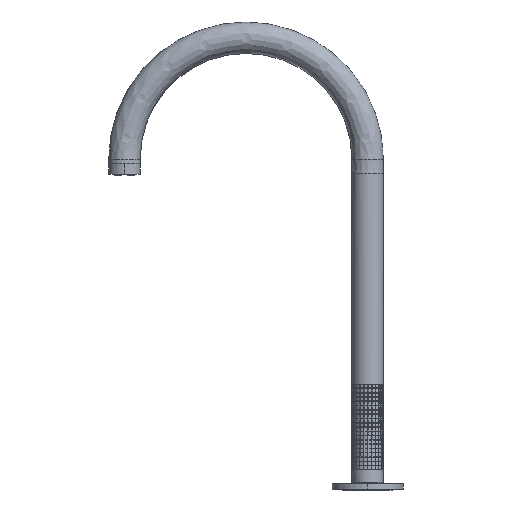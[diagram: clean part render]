
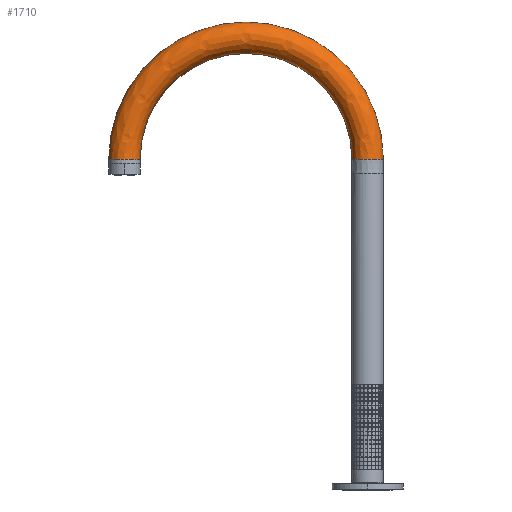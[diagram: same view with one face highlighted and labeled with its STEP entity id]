
A CAD part, left-side view. The second image highlights one B-rep face of the part: STEP entity #1710.
In plain terms, the highlighted face is a revolution surface.
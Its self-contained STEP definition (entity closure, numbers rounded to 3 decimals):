
#1498=CARTESIAN_POINT('Vertex',(0.,181.,248.5)) ;
#1517=CARTESIAN_POINT('Vertex',(0.,159.,248.5)) ;
#1554=CARTESIAN_POINT('Control Point',(0.,181.,248.5)) ;
#1555=CARTESIAN_POINT('Control Point',(-1.728,181.,248.5)) ;
#1556=CARTESIAN_POINT('Control Point',(-3.456,180.661,248.5)) ;
#1557=CARTESIAN_POINT('Control Point',(-5.095,179.982,248.5)) ;
#1558=CARTESIAN_POINT('Control Point',(-8.018,178.018,248.5)) ;
#1559=CARTESIAN_POINT('Control Point',(-9.982,175.095,248.5)) ;
#1560=CARTESIAN_POINT('Control Point',(-10.661,173.456,248.5)) ;
#1561=CARTESIAN_POINT('Control Point',(-11.339,170.,248.5)) ;
#1562=CARTESIAN_POINT('Control Point',(-10.661,166.544,248.5)) ;
#1563=CARTESIAN_POINT('Control Point',(-9.982,164.905,248.5)) ;
#1564=CARTESIAN_POINT('Control Point',(-8.018,161.982,248.5)) ;
#1565=CARTESIAN_POINT('Control Point',(-5.095,160.018,248.5)) ;
#1566=CARTESIAN_POINT('Control Point',(-3.456,159.339,248.5)) ;
#1567=CARTESIAN_POINT('Control Point',(-1.728,159.,248.5)) ;
#1568=CARTESIAN_POINT('Control Point',(0.,159.,248.5)) ;
#1628=CARTESIAN_POINT('Axis2P3D Location',(0.,85.,248.5)) ;
#1632=CARTESIAN_POINT('Vertex',(0.,11.,248.5)) ;
#1635=CARTESIAN_POINT('Axis2P3D Location',(0.,85.,248.5)) ;
#1639=CARTESIAN_POINT('Vertex',(0.,-11.,248.5)) ;
#1668=CARTESIAN_POINT('Control Point',(0.,181.,248.5)) ;
#1669=CARTESIAN_POINT('Control Point',(-1.728,181.,248.5)) ;
#1670=CARTESIAN_POINT('Control Point',(-3.456,180.661,248.5)) ;
#1671=CARTESIAN_POINT('Control Point',(-5.095,179.982,248.5)) ;
#1672=CARTESIAN_POINT('Control Point',(-8.018,178.018,248.5)) ;
#1673=CARTESIAN_POINT('Control Point',(-9.982,175.095,248.5)) ;
#1674=CARTESIAN_POINT('Control Point',(-10.661,173.456,248.5)) ;
#1675=CARTESIAN_POINT('Control Point',(-11.339,170.,248.5)) ;
#1676=CARTESIAN_POINT('Control Point',(-10.661,166.544,248.5)) ;
#1677=CARTESIAN_POINT('Control Point',(-9.982,164.905,248.5)) ;
#1678=CARTESIAN_POINT('Control Point',(-8.018,161.982,248.5)) ;
#1679=CARTESIAN_POINT('Control Point',(-5.095,160.018,248.5)) ;
#1680=CARTESIAN_POINT('Control Point',(-3.456,159.339,248.5)) ;
#1681=CARTESIAN_POINT('Control Point',(-1.728,159.,248.5)) ;
#1682=CARTESIAN_POINT('Control Point',(0.,159.,248.5)) ;
#1683=CARTESIAN_POINT('Axis1P Location',(0.,85.,248.5)) ;
#1688=CARTESIAN_POINT('Control Point',(0.,-11.,248.5)) ;
#1689=CARTESIAN_POINT('Control Point',(-1.728,-11.,248.5)) ;
#1690=CARTESIAN_POINT('Control Point',(-3.456,-10.661,248.5)) ;
#1691=CARTESIAN_POINT('Control Point',(-5.095,-9.982,248.5)) ;
#1692=CARTESIAN_POINT('Control Point',(-8.018,-8.018,248.5)) ;
#1693=CARTESIAN_POINT('Control Point',(-9.982,-5.095,248.5)) ;
#1694=CARTESIAN_POINT('Control Point',(-10.661,-3.456,248.5)) ;
#1695=CARTESIAN_POINT('Control Point',(-11.339,0.,248.5)) ;
#1696=CARTESIAN_POINT('Control Point',(-10.661,3.456,248.5)) ;
#1697=CARTESIAN_POINT('Control Point',(-9.982,5.095,248.5)) ;
#1698=CARTESIAN_POINT('Control Point',(-8.018,8.018,248.5)) ;
#1699=CARTESIAN_POINT('Control Point',(-5.095,9.982,248.5)) ;
#1700=CARTESIAN_POINT('Control Point',(-3.456,10.661,248.5)) ;
#1701=CARTESIAN_POINT('Control Point',(-1.728,11.,248.5)) ;
#1702=CARTESIAN_POINT('Control Point',(0.,11.,248.5)) ;
#1629=DIRECTION('Axis2P3D Direction',(1.,0.,0.)) ;
#1636=DIRECTION('Axis2P3D Direction',(1.,0.,0.)) ;
#1684=DIRECTION('Axis1P Direction',(1.,0.,0.)) ;
#1630=AXIS2_PLACEMENT_3D('Circle Axis2P3D',#1628,#1629,$) ;
#1637=AXIS2_PLACEMENT_3D('Circle Axis2P3D',#1635,#1636,$) ;
#1631=CIRCLE('generated circle',#1630,74.) ;
#1638=CIRCLE('generated circle',#1637,96.) ;
#1686=SURFACE_OF_REVOLUTION('Surface of Revolution',#1667,#1685) ;
#1685=AXIS1_PLACEMENT('Revolution Surface Axis1P',#1683,#1684) ;
#1569=EDGE_CURVE('',#1518,#1499,#1553,.F.) ;
#1634=EDGE_CURVE('',#1518,#1633,#1631,.T.) ;
#1641=EDGE_CURVE('',#1499,#1640,#1638,.T.) ;
#1703=EDGE_CURVE('',#1633,#1640,#1687,.F.) ;
#1705=ORIENTED_EDGE('',*,*,#1703,.T.) ;
#1706=ORIENTED_EDGE('',*,*,#1641,.F.) ;
#1707=ORIENTED_EDGE('',*,*,#1569,.F.) ;
#1708=ORIENTED_EDGE('',*,*,#1634,.T.) ;
#1704=EDGE_LOOP('',(#1705,#1706,#1707,#1708)) ;
#1499=VERTEX_POINT('',#1498) ;
#1518=VERTEX_POINT('',#1517) ;
#1633=VERTEX_POINT('',#1632) ;
#1640=VERTEX_POINT('',#1639) ;
#1710=ADVANCED_FACE('PR9C179.1\\P47257.1\\PartBody',(#1709),#1686,.F.) ;
#1553=B_SPLINE_CURVE_WITH_KNOTS('',5,(#1554,#1555,#1556,#1557,#1558,#1559,#1560,#1561,#1562,#1563,#1564,#1565,#1566,#1567,#1568),.UNSPECIFIED.,.F.,.U.,(6,3,3,3,6),(0.,8.751,17.503,26.254,35.006),.UNSPECIFIED.) ;
#1667=B_SPLINE_CURVE_WITH_KNOTS('',5,(#1668,#1669,#1670,#1671,#1672,#1673,#1674,#1675,#1676,#1677,#1678,#1679,#1680,#1681,#1682),.UNSPECIFIED.,.F.,.U.,(6,3,3,3,6),(31.345,40.097,48.848,57.6,66.351),.UNSPECIFIED.) ;
#1687=B_SPLINE_CURVE_WITH_KNOTS('',5,(#1688,#1689,#1690,#1691,#1692,#1693,#1694,#1695,#1696,#1697,#1698,#1699,#1700,#1701,#1702),.UNSPECIFIED.,.F.,.U.,(6,3,3,3,6),(31.345,40.097,48.848,57.6,66.351),.UNSPECIFIED.) ;
#1709=FACE_OUTER_BOUND('',#1704,.T.) ;
